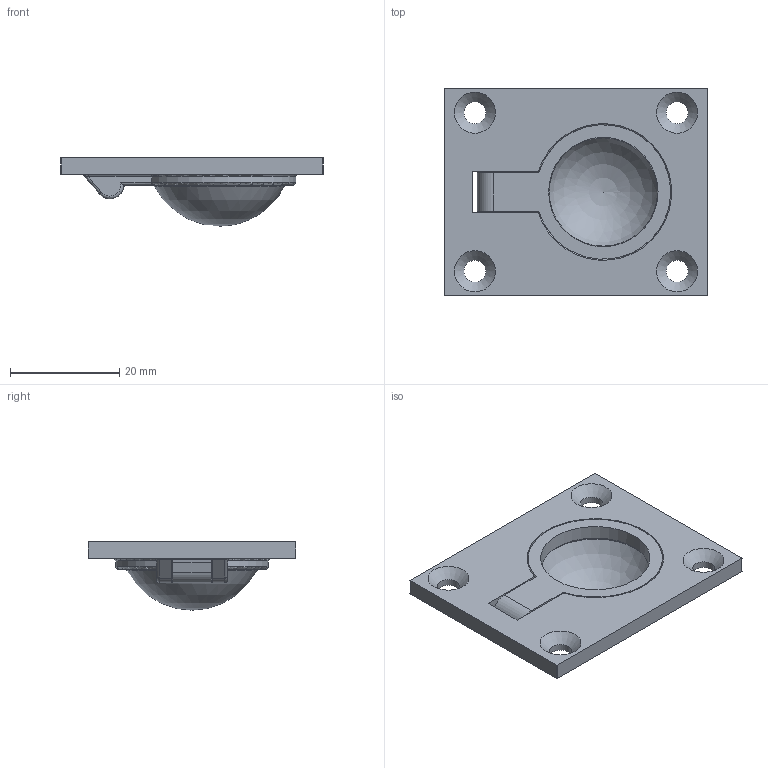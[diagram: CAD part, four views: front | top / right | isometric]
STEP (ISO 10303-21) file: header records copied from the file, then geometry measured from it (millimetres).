
FILE_DESCRIPTION(/* description */ (''),/* implementation_level */ '2;1');
FILE_NAME(/* name */ 'DR_A-MS316-2.stp',/* time_stamp */ '2017-07-18T13:10:53+09:00',/* author */ ('user'),/* organization */ (''),/* preprocessor_version */ 'ST-DEVELOPER v15.6',/* originating_system */ 'Autodesk Inventor 2015',/* authorisation */ '');
FILE_SCHEMA (('AUTOMOTIVE_DESIGN { 1 0 10303 214 3 1 1 }'));
Length unit declared in the file: millimetre
Products named in the file (1): DR_A-MS316-2
Bounding box: 48 x 38 x 12.5 mm (x, y, z)
Volume: 6123.6 mm3; surface area: 5911.1 mm2
Topology: 2 solids, 2 shells, 64 faces, 164 edges, 104 vertices
Faces by surface type: cylinder 26, plane 21, torus 7, cone 6, bspline 2, sphere 2
Full cylindrical faces by diameter (mm): 2 x2, 4 x4
Entity records: 1991 total; most frequent: CARTESIAN_POINT 454, DIRECTION 324, ORIENTED_EDGE 286, EDGE_CURVE 143, AXIS2_PLACEMENT_3D 128, VERTEX_POINT 98, EDGE_LOOP 95, LINE 68
